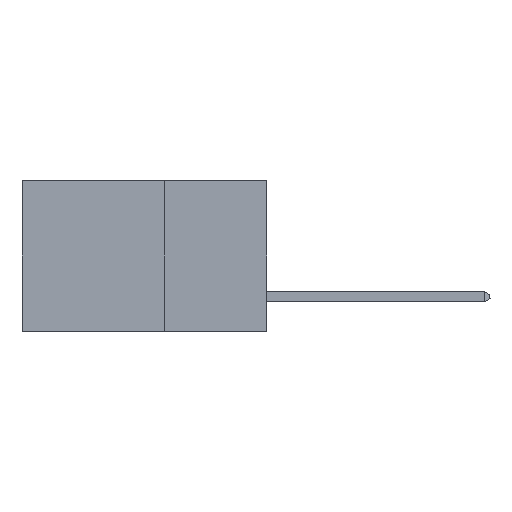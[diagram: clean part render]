
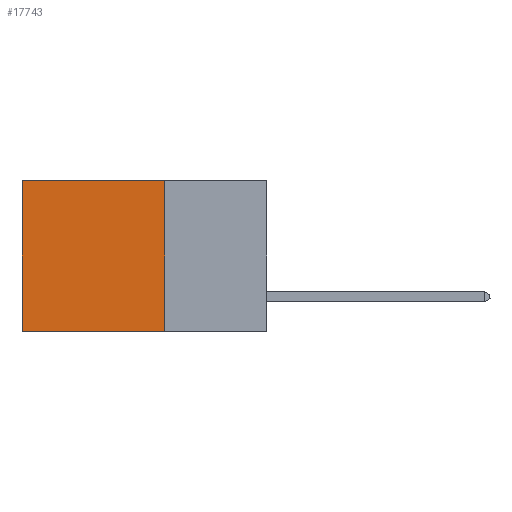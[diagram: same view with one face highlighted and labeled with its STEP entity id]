
A CAD part, left-side view. The second image highlights one B-rep face of the part: STEP entity #17743.
In plain terms, the highlighted planar face has unit normal (-1, 0, 0).
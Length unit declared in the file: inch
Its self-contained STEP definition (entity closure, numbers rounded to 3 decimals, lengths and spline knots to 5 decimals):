
#170 = ORIENTED_EDGE ( 'NONE', *, *, #24005, .T. ) ;
#560 = LINE ( 'NONE', #22091, #6430 ) ;
#3963 = PLANE ( 'NONE',  #34511 ) ;
#6430 = VECTOR ( 'NONE', #21960, 39.37008 ) ;
#6848 = CARTESIAN_POINT ( 'NONE',  ( 0.2875, 0.25, 0. ) ) ;
#11609 = VECTOR ( 'NONE', #21674, 39.37008 ) ;
#13408 = EDGE_CURVE ( 'NONE', #27255, #29641, #33161, .T. ) ;
#14711 = CARTESIAN_POINT ( 'NONE',  ( 0.2875, 0.25, 0. ) ) ;
#15641 = VECTOR ( 'NONE', #37413, 39.37008 ) ;
#16398 = VERTEX_POINT ( 'NONE', #26542 ) ;
#17743 = ADVANCED_FACE ( 'NONE', ( #32797 ), #3963, .F. ) ;
#18166 = EDGE_LOOP ( 'NONE', ( #170, #32859, #31164, #36531 ) ) ;
#18530 = VERTEX_POINT ( 'NONE', #14711 ) ;
#19108 = EDGE_CURVE ( 'NONE', #18530, #16398, #560, .T. ) ;
#20295 = DIRECTION ( 'NONE',  ( 0., 0., -1. ) ) ;
#20408 = CARTESIAN_POINT ( 'NONE',  ( 0.2875, 0.25, 0. ) ) ;
#21382 = DIRECTION ( 'NONE',  ( 0., 0., -1. ) ) ;
#21674 = DIRECTION ( 'NONE',  ( 0., 1., 0. ) ) ;
#21960 = DIRECTION ( 'NONE',  ( 0., 1., 0. ) ) ;
#22091 = CARTESIAN_POINT ( 'NONE',  ( 0.2875, 0.25, 0. ) ) ;
#23214 = CARTESIAN_POINT ( 'NONE',  ( 0.2875, 0.6, 0. ) ) ;
#23364 = CARTESIAN_POINT ( 'NONE',  ( 0.2875, 0.25, -0.37 ) ) ;
#24005 = EDGE_CURVE ( 'NONE', #16398, #29641, #28471, .T. ) ;
#24743 = CARTESIAN_POINT ( 'NONE',  ( 0.2875, 0.25, -0.37 ) ) ;
#24920 = VECTOR ( 'NONE', #20295, 39.37008 ) ;
#26542 = CARTESIAN_POINT ( 'NONE',  ( 0.2875, 0.6, 0. ) ) ;
#27255 = VERTEX_POINT ( 'NONE', #23364 ) ;
#27268 = DIRECTION ( 'NONE',  ( 1., 0., 0. ) ) ;
#28471 = LINE ( 'NONE', #23214, #15641 ) ;
#28922 = CARTESIAN_POINT ( 'NONE',  ( 0.2875, 0.6, -0.37 ) ) ;
#29641 = VERTEX_POINT ( 'NONE', #28922 ) ;
#29968 = LINE ( 'NONE', #20408, #24920 ) ;
#31164 = ORIENTED_EDGE ( 'NONE', *, *, #35712, .F. ) ;
#32797 = FACE_OUTER_BOUND ( 'NONE', #18166, .T. ) ;
#32859 = ORIENTED_EDGE ( 'NONE', *, *, #13408, .F. ) ;
#33161 = LINE ( 'NONE', #24743, #11609 ) ;
#34511 = AXIS2_PLACEMENT_3D ( 'NONE', #6848, #27268, #21382 ) ;
#35712 = EDGE_CURVE ( 'NONE', #18530, #27255, #29968, .T. ) ;
#36531 = ORIENTED_EDGE ( 'NONE', *, *, #19108, .T. ) ;
#37413 = DIRECTION ( 'NONE',  ( 0., 0., -1. ) ) ;
